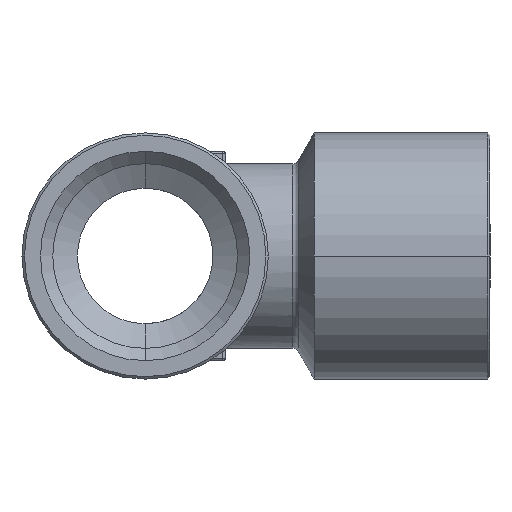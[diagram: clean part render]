
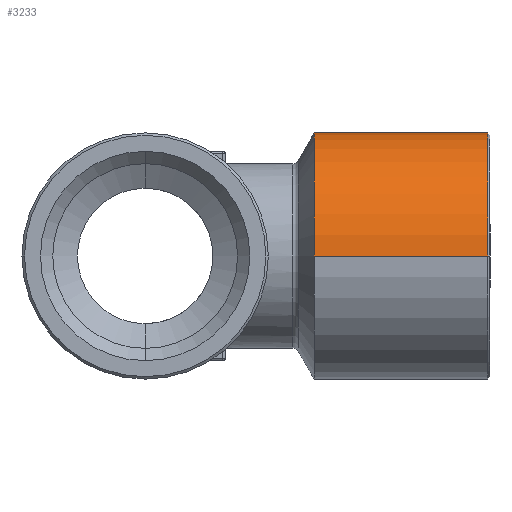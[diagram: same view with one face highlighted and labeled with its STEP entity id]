
A CAD part, left-side view. The second image highlights one B-rep face of the part: STEP entity #3233.
In plain terms, the highlighted cylindrical face has radius 10 mm (diameter 20 mm), a partial arc.
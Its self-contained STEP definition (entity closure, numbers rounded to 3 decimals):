
#51 = CIRCLE ( 'NONE', #1979, 10. ) ;
#95 = VERTEX_POINT ( 'NONE', #2519 ) ;
#96 = VERTEX_POINT ( 'NONE', #2518 ) ;
#100 = VERTEX_POINT ( 'NONE', #2514 ) ;
#105 = VERTEX_POINT ( 'NONE', #2509 ) ;
#220 = EDGE_LOOP ( 'NONE', ( #2664, #2663, #2662, #2661, #2660 ) ) ;
#551 = DIRECTION ( 'NONE',  ( -1., 0., 0. ) ) ;
#554 = DIRECTION ( 'NONE',  ( 0., 1., 0. ) ) ;
#557 = CARTESIAN_POINT ( 'NONE',  ( 0., -27.8, 0. ) ) ;
#560 = DIRECTION ( 'NONE',  ( 0., 1., 0. ) ) ;
#561 = DIRECTION ( 'NONE',  ( 1., 0., 0. ) ) ;
#562 = DIRECTION ( 'NONE',  ( 0., -1., 0. ) ) ;
#564 = CARTESIAN_POINT ( 'NONE',  ( 0., -13.732, 0. ) ) ;
#567 = DIRECTION ( 'NONE',  ( 1., 0., 0. ) ) ;
#568 = DIRECTION ( 'NONE',  ( 0., -1., 0. ) ) ;
#569 = CARTESIAN_POINT ( 'NONE',  ( 0., -13.732, 0. ) ) ;
#571 = CARTESIAN_POINT ( 'NONE',  ( -10., 5.079, 0. ) ) ;
#572 = LINE ( 'NONE', #571, #3589 ) ;
#574 = DIRECTION ( 'NONE',  ( 0., 1., 0. ) ) ;
#575 = CARTESIAN_POINT ( 'NONE',  ( 10., 5.079, 0. ) ) ;
#576 = LINE ( 'NONE', #575, #1981 ) ;
#1549 = AXIS2_PLACEMENT_3D ( 'NONE', #569, #568, #567 ) ;
#1613 = VERTEX_POINT ( 'NONE', #2487 ) ;
#1711 = DIRECTION ( 'NONE',  ( 0., 1., 0. ) ) ;
#1714 = FACE_OUTER_BOUND ( 'NONE', #220, .T. ) ;
#1715 = CARTESIAN_POINT ( 'NONE',  ( 0., 5.079, 0. ) ) ;
#1717 = CYLINDRICAL_SURFACE ( 'NONE', #2931, 10. ) ;
#1718 = DIRECTION ( 'NONE',  ( -1., 0., 0. ) ) ;
#1979 = AXIS2_PLACEMENT_3D ( 'NONE', #564, #562, #561 ) ;
#1980 = CIRCLE ( 'NONE', #1549, 10. ) ;
#1981 = VECTOR ( 'NONE', #574, 1000. ) ;
#2487 = CARTESIAN_POINT ( 'NONE',  ( 0., -13.732, 10. ) ) ;
#2509 = CARTESIAN_POINT ( 'NONE',  ( -10., -27.8, 0. ) ) ;
#2514 = CARTESIAN_POINT ( 'NONE',  ( 10., -27.8, 0. ) ) ;
#2518 = CARTESIAN_POINT ( 'NONE',  ( 10., -13.732, 0. ) ) ;
#2519 = CARTESIAN_POINT ( 'NONE',  ( -10., -13.732, 0. ) ) ;
#2660 = ORIENTED_EDGE ( 'NONE', *, *, #3073, .F. ) ;
#2661 = ORIENTED_EDGE ( 'NONE', *, *, #3072, .T. ) ;
#2662 = ORIENTED_EDGE ( 'NONE', *, *, #3071, .T. ) ;
#2663 = ORIENTED_EDGE ( 'NONE', *, *, #3070, .T. ) ;
#2664 = ORIENTED_EDGE ( 'NONE', *, *, #3074, .T. ) ;
#2931 = AXIS2_PLACEMENT_3D ( 'NONE', #1715, #1711, #1718 ) ;
#3070 = EDGE_CURVE ( 'NONE', #100, #96, #576, .T. ) ;
#3071 = EDGE_CURVE ( 'NONE', #96, #1613, #1980, .T. ) ;
#3072 = EDGE_CURVE ( 'NONE', #1613, #95, #51, .T. ) ;
#3073 = EDGE_CURVE ( 'NONE', #105, #95, #572, .T. ) ;
#3074 = EDGE_CURVE ( 'NONE', #105, #100, #3588, .T. ) ;
#3233 = ADVANCED_FACE ( 'NONE', ( #1714 ), #1717, .T. ) ;
#3587 = AXIS2_PLACEMENT_3D ( 'NONE', #557, #554, #551 ) ;
#3588 = CIRCLE ( 'NONE', #3587, 10. ) ;
#3589 = VECTOR ( 'NONE', #560, 1000. ) ;
